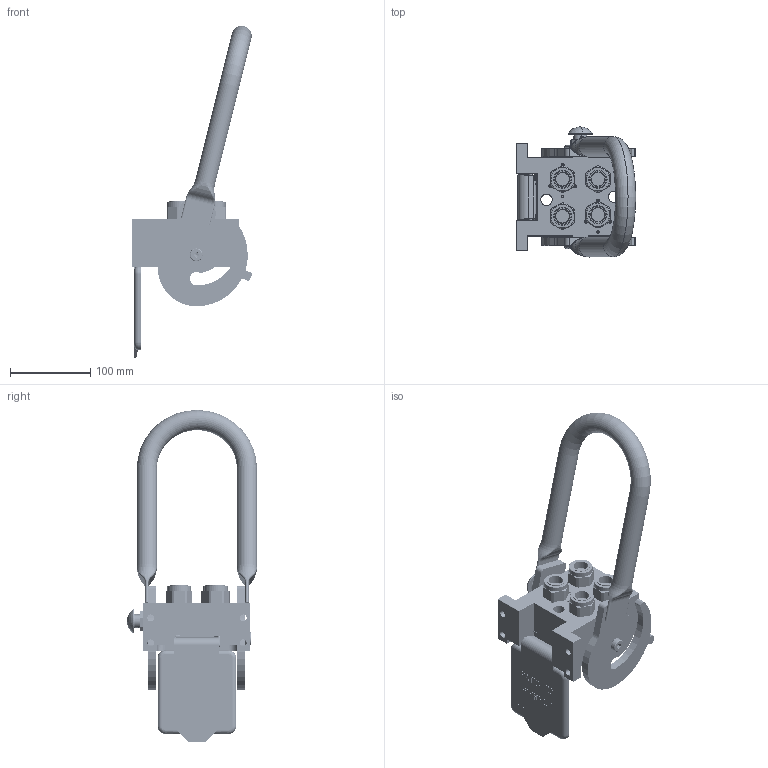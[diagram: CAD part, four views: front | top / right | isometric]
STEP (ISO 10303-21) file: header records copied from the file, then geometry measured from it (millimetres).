
FILE_DESCRIPTION (( 'STEP AP214' ), '1' );
FILE_NAME ('FASTER.step', '2021-04-25T11:44:18', ( '' ), ( '' ), 'SwSTEP 2.0', 'SolidWorks 2017', '' );
FILE_SCHEMA (( 'AUTOMOTIVE_DESIGN' ));
Length unit declared in the file: millimetre
Products named in the file (29): 4830_025_2000_000; P508_F_V_BASE; 4810_001_0001_014; 4830_013_3000_030; 4840_024_1000_020; FASTER; 4840_024_1000_010; 4830_022_0000_011; 4820_001_0004_000; 4830_024_5000_000; 4340_014_0000_000; curs_molla_12; 4830_020_0000_022; 2ffnb12_gas_f; 4830_024_1000_011; et011; 4830_001_0005_301; 4830_070_0000_001; sicura_p5; 4830_025_1000_000; 0048_042_0412_000; 4830_024_5000_000^4830_024_5000_000; or1_5x7_m; 4142_072_1000_300; 4830_025_0000_001; 0048_317_1000_000; 4830_001_0005_300; A_2ffnb12_gas_f
Assembly tree (32 placements, depth 4):
  FASTER
    P508_F_V_BASE
      4830_020_0000_022
      4830_025_1000_000
      4830_070_0000_001
      4820_001_0004_000
      4810_001_0001_014
      4830_001_0005_300
      4830_001_0005_301
      4830_022_0000_011
      4830_013_3000_030  x2
      0048_317_1000_000  x2
    A_2ffnb12_gas_f  x4
      curs_molla_12
        4340_014_0000_000
        4142_072_1000_300
      2ffnb12_gas_f
        2ffnb12_gas_f
    4830_024_5000_000
      sicura_p5
        4830_025_0000_001
        or1_5x7_m
        0048_042_0412_000
      4830_024_1000_011
      4840_024_1000_010
      4840_024_1000_020
      4830_025_2000_000
    et011
  4830_024_5000_000^4830_024_5000_000
Bounding box: 149.01 x 161.73 x 412.71 mm (x, y, z)
Volume: 269796.7 mm3; surface area: 347067.5 mm2
Topology: 24 solids, 67 shells, 3844 faces, 10061 edges, 6406 vertices
Faces by surface type: plane 2067, cylinder 747, cone 400, bspline 315, torus 252, sphere 63
Entity records: 126524 total; most frequent: CARTESIAN_POINT 52003, ORIENTED_EDGE 15175, DIRECTION 13739, EDGE_CURVE 7671, LINE 5363, VECTOR 5363, VERTEX_POINT 4905, AXIS2_PLACEMENT_3D 4188
